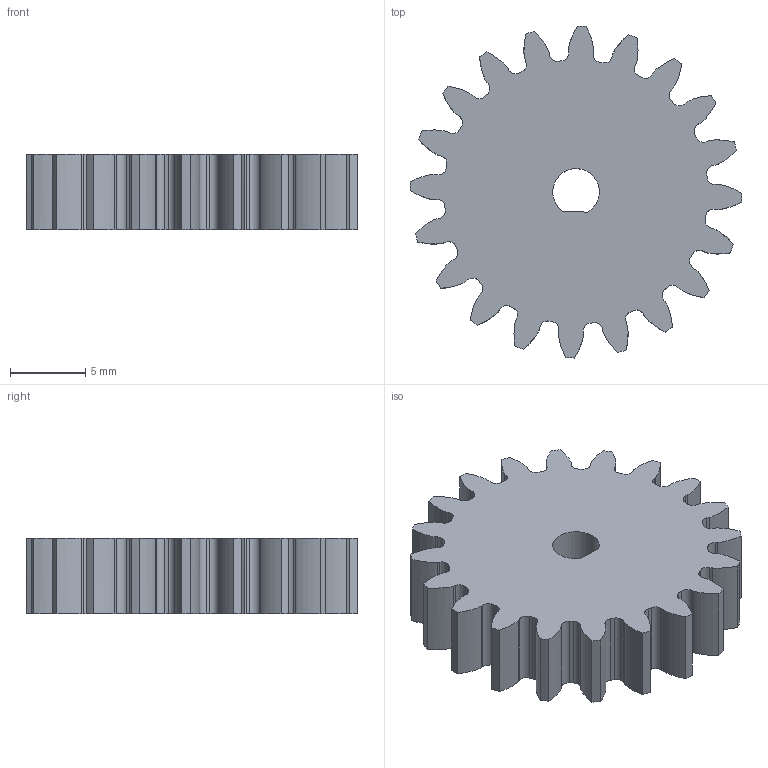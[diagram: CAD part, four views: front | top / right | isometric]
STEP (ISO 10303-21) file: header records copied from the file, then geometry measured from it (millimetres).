
FILE_DESCRIPTION(/* description */ (''),/* implementation_level */ '2;1');
FILE_NAME(/* name */ 'EF Gear 3.step',/* time_stamp */ '2022-12-01T01:03:42-05:00',/* author */ (''),/* organization */ (''),/* preprocessor_version */ 'ST-DEVELOPER v19.2',/* originating_system */ 'Autodesk Translation Framework v11.17.0.187',/* authorisation */ '');
FILE_SCHEMA (('AUTOMOTIVE_DESIGN { 1 0 10303 214 3 1 1 }'));
Length unit declared in the file: millimetre
Products named in the file (1): EF Gear 3
Bounding box: 22 x 22 x 5 mm (x, y, z)
Volume: 1483.2 mm3; surface area: 1257.6 mm2
Topology: 1 solids, 1 shells, 164 faces, 486 edges, 324 vertices
Faces by surface type: cylinder 81, plane 43, bspline 40
Entity records: 17049 total; most frequent: CARTESIAN_POINT 12855, ORIENTED_EDGE 972, DIRECTION 818, EDGE_CURVE 486, VERTEX_POINT 324, AXIS2_PLACEMENT_3D 287, LINE 244, VECTOR 244
